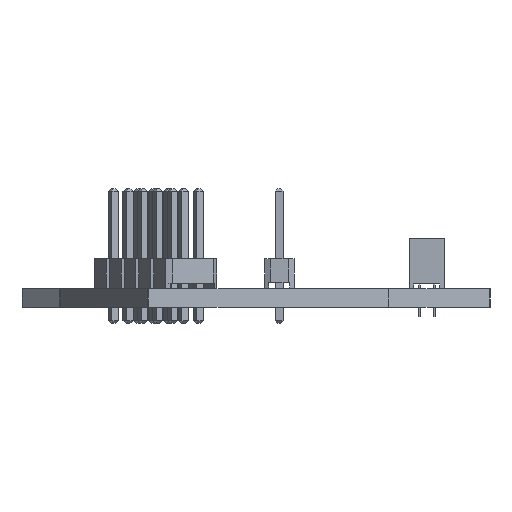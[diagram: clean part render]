
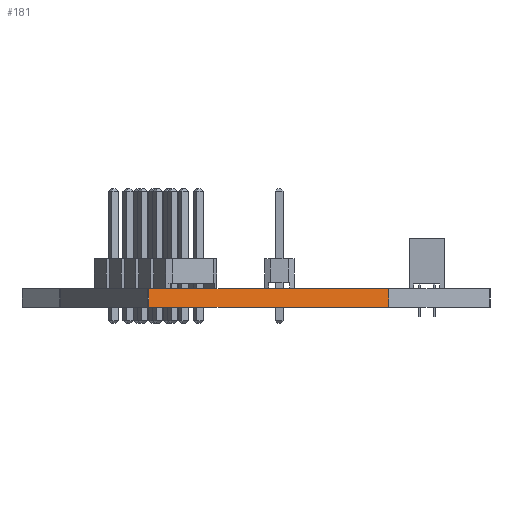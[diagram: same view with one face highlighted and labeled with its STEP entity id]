
A CAD part, front view. The second image highlights one B-rep face of the part: STEP entity #181.
In plain terms, the highlighted planar face has unit normal (0.5, -0.866, 0).
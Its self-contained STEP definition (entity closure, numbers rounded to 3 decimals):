
#156 = VERTEX_POINT('',#157);
#157 = CARTESIAN_POINT('',(-8.628,-26.59,0.));
#163 = EDGE_CURVE('',#164,#156,#166,.T.);
#164 = VERTEX_POINT('',#165);
#165 = CARTESIAN_POINT('',(-8.628,-26.59,-1.6)
  );
#166 = LINE('',#167,#168);
#167 = CARTESIAN_POINT('',(-8.628,-26.59,-1.6)
  );
#168 = VECTOR('',#169,1.);
#169 = DIRECTION('',(0.,0.,1.));
#181 = ADVANCED_FACE('',(#182),#207,.T.);
#182 = FACE_BOUND('',#183,.T.);
#183 = EDGE_LOOP('',(#184,#185,#193,#201));
#184 = ORIENTED_EDGE('',*,*,#163,.T.);
#185 = ORIENTED_EDGE('',*,*,#186,.T.);
#186 = EDGE_CURVE('',#156,#187,#189,.T.);
#187 = VERTEX_POINT('',#188);
#188 = CARTESIAN_POINT('',(-29.196,-38.465,0.));
#189 = LINE('',#190,#191);
#190 = CARTESIAN_POINT('',(-8.628,-26.59,0.));
#191 = VECTOR('',#192,1.);
#192 = DIRECTION('',(-0.866,-0.5,0.));
#193 = ORIENTED_EDGE('',*,*,#194,.F.);
#194 = EDGE_CURVE('',#195,#187,#197,.T.);
#195 = VERTEX_POINT('',#196);
#196 = CARTESIAN_POINT('',(-29.196,-38.465,-1.6));
#197 = LINE('',#198,#199);
#198 = CARTESIAN_POINT('',(-29.196,-38.465,-1.6));
#199 = VECTOR('',#200,1.);
#200 = DIRECTION('',(0.,0.,1.));
#201 = ORIENTED_EDGE('',*,*,#202,.F.);
#202 = EDGE_CURVE('',#164,#195,#203,.T.);
#203 = LINE('',#204,#205);
#204 = CARTESIAN_POINT('',(-8.628,-26.59,-1.6)
  );
#205 = VECTOR('',#206,1.);
#206 = DIRECTION('',(-0.866,-0.5,0.));
#207 = PLANE('',#208);
#208 = AXIS2_PLACEMENT_3D('',#209,#210,#211);
#209 = CARTESIAN_POINT('',(-8.628,-26.59,-1.6)
  );
#210 = DIRECTION('',(0.5,-0.866,0.));
#211 = DIRECTION('',(-0.866,-0.5,0.));
